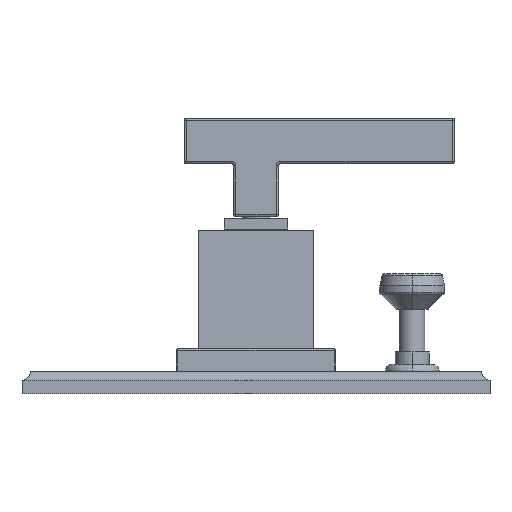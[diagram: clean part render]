
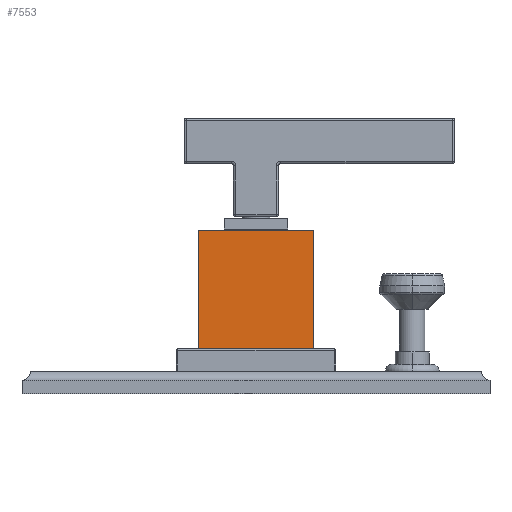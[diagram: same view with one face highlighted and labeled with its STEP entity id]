
A CAD part, left-side view. The second image highlights one B-rep face of the part: STEP entity #7553.
In plain terms, the highlighted planar face has unit normal (-1, 0, 0).
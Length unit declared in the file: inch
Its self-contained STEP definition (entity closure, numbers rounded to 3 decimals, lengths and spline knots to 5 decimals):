
#2556=DIRECTION('',(0.,-1.,0.));
#2557=VECTOR('',#2556,1.6);
#2558=CARTESIAN_POINT('',(-0.8,0.8,0.623));
#2559=LINE('',#2558,#2557);
#2614=DIRECTION('',(0.,0.,1.));
#2615=VECTOR('',#2614,1.64);
#2616=CARTESIAN_POINT('',(-0.8,0.8,0.623));
#2617=LINE('',#2616,#2615);
#2626=DIRECTION('',(0.,0.,1.));
#2627=VECTOR('',#2626,1.64);
#2628=CARTESIAN_POINT('',(-0.8,-0.8,0.623));
#2629=LINE('',#2628,#2627);
#2630=DIRECTION('',(0.,-1.,0.));
#2631=VECTOR('',#2630,1.6);
#2632=CARTESIAN_POINT('',(-0.8,0.8,2.263));
#2633=LINE('',#2632,#2631);
#3830=CARTESIAN_POINT('',(-0.8,0.8,2.263));
#3831=CARTESIAN_POINT('',(-0.8,-0.8,2.263));
#3832=VERTEX_POINT('',#3830);
#3833=VERTEX_POINT('',#3831);
#3974=CARTESIAN_POINT('',(-0.8,0.8,0.623));
#3975=CARTESIAN_POINT('',(-0.8,-0.8,0.623));
#3976=VERTEX_POINT('',#3974);
#3977=VERTEX_POINT('',#3975);
#7539=CARTESIAN_POINT('',(-0.8,0.8,0.623));
#7540=DIRECTION('',(-1.,0.,0.));
#7541=DIRECTION('',(0.,-1.,0.));
#7542=AXIS2_PLACEMENT_3D('',#7539,#7540,#7541);
#7543=PLANE('',#7542);
#7544=ORIENTED_EDGE('',*,*,#7454,.F.);
#7546=ORIENTED_EDGE('',*,*,#7545,.T.);
#7548=ORIENTED_EDGE('',*,*,#7547,.T.);
#7550=ORIENTED_EDGE('',*,*,#7549,.F.);
#7551=EDGE_LOOP('',(#7544,#7546,#7548,#7550));
#7552=FACE_OUTER_BOUND('',#7551,.F.);
#7553=ADVANCED_FACE('',(#7552),#7543,.T.);
#7454=EDGE_CURVE('',#3976,#3977,#2559,.T.);
#7545=EDGE_CURVE('',#3976,#3832,#2617,.T.);
#7547=EDGE_CURVE('',#3832,#3833,#2633,.T.);
#7549=EDGE_CURVE('',#3977,#3833,#2629,.T.);
